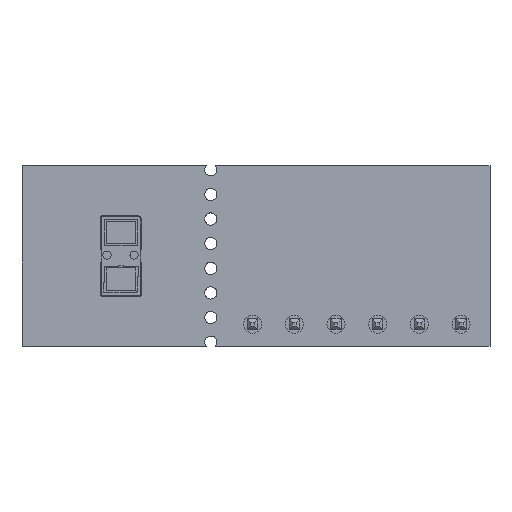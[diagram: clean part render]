
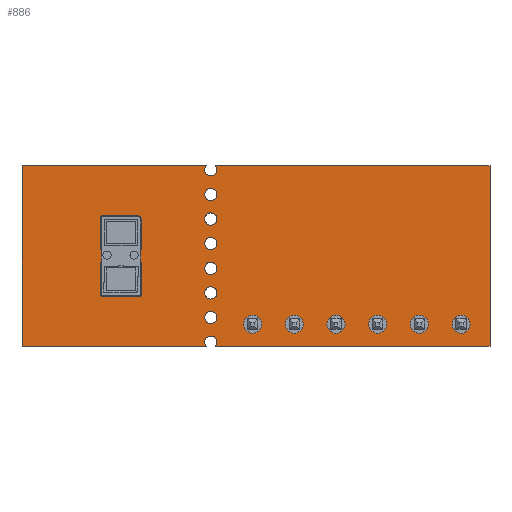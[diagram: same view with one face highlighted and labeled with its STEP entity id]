
A CAD part, top view. The second image highlights one B-rep face of the part: STEP entity #886.
In plain terms, the highlighted planar face has unit normal (0, 0, 1).
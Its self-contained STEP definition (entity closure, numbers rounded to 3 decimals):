
#125 = VERTEX_POINT('',#126);
#126 = CARTESIAN_POINT('',(0.,0.,1.6));
#132 = EDGE_CURVE('',#125,#133,#135,.T.);
#133 = VERTEX_POINT('',#134);
#134 = CARTESIAN_POINT('',(0.,11.,1.6));
#135 = LINE('',#136,#137);
#136 = CARTESIAN_POINT('',(0.,0.,1.6));
#137 = VECTOR('',#138,1.);
#138 = DIRECTION('',(0.,1.,0.));
#163 = EDGE_CURVE('',#133,#164,#166,.T.);
#164 = VERTEX_POINT('',#165);
#165 = CARTESIAN_POINT('',(11.22,11.,1.6));
#166 = LINE('',#167,#168);
#167 = CARTESIAN_POINT('',(0.,11.,1.6));
#168 = VECTOR('',#169,1.);
#169 = DIRECTION('',(1.,0.,0.));
#194 = EDGE_CURVE('',#164,#195,#197,.T.);
#195 = VERTEX_POINT('',#196);
#196 = CARTESIAN_POINT('',(11.875,10.75,1.6));
#197 = CIRCLE('',#198,0.375);
#198 = AXIS2_PLACEMENT_3D('',#199,#200,#201);
#199 = CARTESIAN_POINT('',(11.5,10.75,1.6));
#200 = DIRECTION('',(0.,0.,1.));
#201 = DIRECTION('',(1.,0.,0.));
#227 = EDGE_CURVE('',#195,#228,#230,.T.);
#228 = VERTEX_POINT('',#229);
#229 = CARTESIAN_POINT('',(11.78,11.,1.6));
#230 = CIRCLE('',#231,0.375);
#231 = AXIS2_PLACEMENT_3D('',#232,#233,#234);
#232 = CARTESIAN_POINT('',(11.5,10.75,1.6));
#233 = DIRECTION('',(0.,0.,1.));
#234 = DIRECTION('',(1.,0.,0.));
#260 = EDGE_CURVE('',#228,#261,#263,.T.);
#261 = VERTEX_POINT('',#262);
#262 = CARTESIAN_POINT('',(28.5,11.,1.6));
#263 = LINE('',#264,#265);
#264 = CARTESIAN_POINT('',(0.,11.,1.6));
#265 = VECTOR('',#266,1.);
#266 = DIRECTION('',(1.,0.,0.));
#291 = EDGE_CURVE('',#261,#292,#294,.T.);
#292 = VERTEX_POINT('',#293);
#293 = CARTESIAN_POINT('',(28.5,0.,1.6));
#294 = LINE('',#295,#296);
#295 = CARTESIAN_POINT('',(28.5,11.,1.6));
#296 = VECTOR('',#297,1.);
#297 = DIRECTION('',(0.,-1.,0.));
#322 = EDGE_CURVE('',#292,#323,#325,.T.);
#323 = VERTEX_POINT('',#324);
#324 = CARTESIAN_POINT('',(11.78,0.,
    1.6));
#325 = LINE('',#326,#327);
#326 = CARTESIAN_POINT('',(28.5,0.,1.6));
#327 = VECTOR('',#328,1.);
#328 = DIRECTION('',(-1.,0.,0.));
#353 = EDGE_CURVE('',#323,#354,#356,.T.);
#354 = VERTEX_POINT('',#355);
#355 = CARTESIAN_POINT('',(11.875,0.25,1.6));
#356 = CIRCLE('',#357,0.375);
#357 = AXIS2_PLACEMENT_3D('',#358,#359,#360);
#358 = CARTESIAN_POINT('',(11.5,0.25,1.6));
#359 = DIRECTION('',(0.,0.,1.));
#360 = DIRECTION('',(1.,0.,0.));
#386 = EDGE_CURVE('',#354,#387,#389,.T.);
#387 = VERTEX_POINT('',#388);
#388 = CARTESIAN_POINT('',(11.22,0.,
    1.6));
#389 = CIRCLE('',#390,0.375);
#390 = AXIS2_PLACEMENT_3D('',#391,#392,#393);
#391 = CARTESIAN_POINT('',(11.5,0.25,1.6));
#392 = DIRECTION('',(0.,0.,1.));
#393 = DIRECTION('',(1.,0.,0.));
#419 = EDGE_CURVE('',#387,#125,#420,.T.);
#420 = LINE('',#421,#422);
#421 = CARTESIAN_POINT('',(28.5,0.,1.6));
#422 = VECTOR('',#423,1.);
#423 = DIRECTION('',(-1.,0.,0.));
#443 = VERTEX_POINT('',#444);
#444 = CARTESIAN_POINT('',(22.21,1.35,1.6));
#450 = EDGE_CURVE('',#443,#443,#451,.T.);
#451 = CIRCLE('',#452,0.55);
#452 = AXIS2_PLACEMENT_3D('',#453,#454,#455);
#453 = CARTESIAN_POINT('',(21.66,1.35,1.6));
#454 = DIRECTION('',(0.,0.,1.));
#455 = DIRECTION('',(1.,0.,0.));
#476 = VERTEX_POINT('',#477);
#477 = CARTESIAN_POINT('',(19.67,1.35,1.6));
#483 = EDGE_CURVE('',#476,#476,#484,.T.);
#484 = CIRCLE('',#485,0.55);
#485 = AXIS2_PLACEMENT_3D('',#486,#487,#488);
#486 = CARTESIAN_POINT('',(19.12,1.35,1.6));
#487 = DIRECTION('',(0.,0.,1.));
#488 = DIRECTION('',(1.,0.,0.));
#509 = VERTEX_POINT('',#510);
#510 = CARTESIAN_POINT('',(11.875,1.75,1.6));
#516 = EDGE_CURVE('',#509,#509,#517,.T.);
#517 = CIRCLE('',#518,0.375);
#518 = AXIS2_PLACEMENT_3D('',#519,#520,#521);
#519 = CARTESIAN_POINT('',(11.5,1.75,1.6));
#520 = DIRECTION('',(0.,0.,1.));
#521 = DIRECTION('',(1.,0.,0.));
#542 = VERTEX_POINT('',#543);
#543 = CARTESIAN_POINT('',(14.59,1.35,1.6));
#549 = EDGE_CURVE('',#542,#542,#550,.T.);
#550 = CIRCLE('',#551,0.55);
#551 = AXIS2_PLACEMENT_3D('',#552,#553,#554);
#552 = CARTESIAN_POINT('',(14.04,1.35,1.6));
#553 = DIRECTION('',(0.,0.,1.));
#554 = DIRECTION('',(1.,0.,0.));
#575 = VERTEX_POINT('',#576);
#576 = CARTESIAN_POINT('',(17.13,1.35,1.6));
#582 = EDGE_CURVE('',#575,#575,#583,.T.);
#583 = CIRCLE('',#584,0.55);
#584 = AXIS2_PLACEMENT_3D('',#585,#586,#587);
#585 = CARTESIAN_POINT('',(16.58,1.35,1.6));
#586 = DIRECTION('',(0.,0.,1.));
#587 = DIRECTION('',(1.,0.,0.));
#608 = VERTEX_POINT('',#609);
#609 = CARTESIAN_POINT('',(11.875,7.75,1.6));
#615 = EDGE_CURVE('',#608,#608,#616,.T.);
#616 = CIRCLE('',#617,0.375);
#617 = AXIS2_PLACEMENT_3D('',#618,#619,#620);
#618 = CARTESIAN_POINT('',(11.5,7.75,1.6));
#619 = DIRECTION('',(0.,0.,1.));
#620 = DIRECTION('',(1.,0.,0.));
#641 = VERTEX_POINT('',#642);
#642 = CARTESIAN_POINT('',(11.875,6.25,1.6));
#648 = EDGE_CURVE('',#641,#641,#649,.T.);
#649 = CIRCLE('',#650,0.375);
#650 = AXIS2_PLACEMENT_3D('',#651,#652,#653);
#651 = CARTESIAN_POINT('',(11.5,6.25,1.6));
#652 = DIRECTION('',(0.,0.,1.));
#653 = DIRECTION('',(1.,0.,0.));
#674 = VERTEX_POINT('',#675);
#675 = CARTESIAN_POINT('',(11.875,3.25,1.6));
#681 = EDGE_CURVE('',#674,#674,#682,.T.);
#682 = CIRCLE('',#683,0.375);
#683 = AXIS2_PLACEMENT_3D('',#684,#685,#686);
#684 = CARTESIAN_POINT('',(11.5,3.25,1.6));
#685 = DIRECTION('',(0.,0.,1.));
#686 = DIRECTION('',(1.,0.,0.));
#707 = VERTEX_POINT('',#708);
#708 = CARTESIAN_POINT('',(11.875,4.75,1.6));
#714 = EDGE_CURVE('',#707,#707,#715,.T.);
#715 = CIRCLE('',#716,0.375);
#716 = AXIS2_PLACEMENT_3D('',#717,#718,#719);
#717 = CARTESIAN_POINT('',(11.5,4.75,1.6));
#718 = DIRECTION('',(0.,0.,1.));
#719 = DIRECTION('',(1.,0.,0.));
#740 = VERTEX_POINT('',#741);
#741 = CARTESIAN_POINT('',(11.875,9.25,1.6));
#747 = EDGE_CURVE('',#740,#740,#748,.T.);
#748 = CIRCLE('',#749,0.375);
#749 = AXIS2_PLACEMENT_3D('',#750,#751,#752);
#750 = CARTESIAN_POINT('',(11.5,9.25,1.6));
#751 = DIRECTION('',(0.,0.,1.));
#752 = DIRECTION('',(1.,0.,0.));
#773 = VERTEX_POINT('',#774);
#774 = CARTESIAN_POINT('',(27.29,1.35,1.6));
#780 = EDGE_CURVE('',#773,#773,#781,.T.);
#781 = CIRCLE('',#782,0.55);
#782 = AXIS2_PLACEMENT_3D('',#783,#784,#785);
#783 = CARTESIAN_POINT('',(26.74,1.35,1.6));
#784 = DIRECTION('',(0.,0.,1.));
#785 = DIRECTION('',(1.,0.,0.));
#806 = VERTEX_POINT('',#807);
#807 = CARTESIAN_POINT('',(24.75,1.35,1.6));
#813 = EDGE_CURVE('',#806,#806,#814,.T.);
#814 = CIRCLE('',#815,0.55);
#815 = AXIS2_PLACEMENT_3D('',#816,#817,#818);
#816 = CARTESIAN_POINT('',(24.2,1.35,1.6));
#817 = DIRECTION('',(0.,0.,1.));
#818 = DIRECTION('',(1.,0.,0.));
#886 = ADVANCED_FACE('',(#887,#899,#902,#905,#908,#911,#914,#917,#920,
    #923,#926,#929,#932),#935,.T.);
#887 = FACE_BOUND('',#888,.T.);
#888 = EDGE_LOOP('',(#889,#890,#891,#892,#893,#894,#895,#896,#897,#898)
  );
#889 = ORIENTED_EDGE('',*,*,#132,.F.);
#890 = ORIENTED_EDGE('',*,*,#419,.F.);
#891 = ORIENTED_EDGE('',*,*,#386,.F.);
#892 = ORIENTED_EDGE('',*,*,#353,.F.);
#893 = ORIENTED_EDGE('',*,*,#322,.F.);
#894 = ORIENTED_EDGE('',*,*,#291,.F.);
#895 = ORIENTED_EDGE('',*,*,#260,.F.);
#896 = ORIENTED_EDGE('',*,*,#227,.F.);
#897 = ORIENTED_EDGE('',*,*,#194,.F.);
#898 = ORIENTED_EDGE('',*,*,#163,.F.);
#899 = FACE_BOUND('',#900,.T.);
#900 = EDGE_LOOP('',(#901));
#901 = ORIENTED_EDGE('',*,*,#450,.F.);
#902 = FACE_BOUND('',#903,.T.);
#903 = EDGE_LOOP('',(#904));
#904 = ORIENTED_EDGE('',*,*,#483,.F.);
#905 = FACE_BOUND('',#906,.T.);
#906 = EDGE_LOOP('',(#907));
#907 = ORIENTED_EDGE('',*,*,#516,.F.);
#908 = FACE_BOUND('',#909,.T.);
#909 = EDGE_LOOP('',(#910));
#910 = ORIENTED_EDGE('',*,*,#549,.F.);
#911 = FACE_BOUND('',#912,.T.);
#912 = EDGE_LOOP('',(#913));
#913 = ORIENTED_EDGE('',*,*,#582,.F.);
#914 = FACE_BOUND('',#915,.T.);
#915 = EDGE_LOOP('',(#916));
#916 = ORIENTED_EDGE('',*,*,#615,.F.);
#917 = FACE_BOUND('',#918,.T.);
#918 = EDGE_LOOP('',(#919));
#919 = ORIENTED_EDGE('',*,*,#648,.F.);
#920 = FACE_BOUND('',#921,.T.);
#921 = EDGE_LOOP('',(#922));
#922 = ORIENTED_EDGE('',*,*,#681,.F.);
#923 = FACE_BOUND('',#924,.T.);
#924 = EDGE_LOOP('',(#925));
#925 = ORIENTED_EDGE('',*,*,#714,.F.);
#926 = FACE_BOUND('',#927,.T.);
#927 = EDGE_LOOP('',(#928));
#928 = ORIENTED_EDGE('',*,*,#747,.F.);
#929 = FACE_BOUND('',#930,.T.);
#930 = EDGE_LOOP('',(#931));
#931 = ORIENTED_EDGE('',*,*,#780,.F.);
#932 = FACE_BOUND('',#933,.T.);
#933 = EDGE_LOOP('',(#934));
#934 = ORIENTED_EDGE('',*,*,#813,.F.);
#935 = PLANE('',#936);
#936 = AXIS2_PLACEMENT_3D('',#937,#938,#939);
#937 = CARTESIAN_POINT('',(0.,0.,1.6));
#938 = DIRECTION('',(0.,0.,1.));
#939 = DIRECTION('',(1.,0.,0.));
